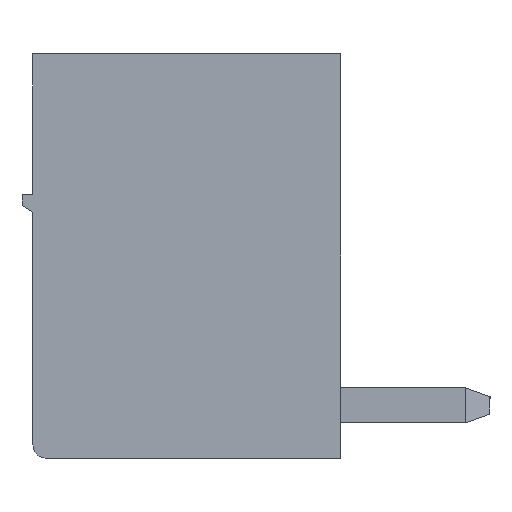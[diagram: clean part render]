
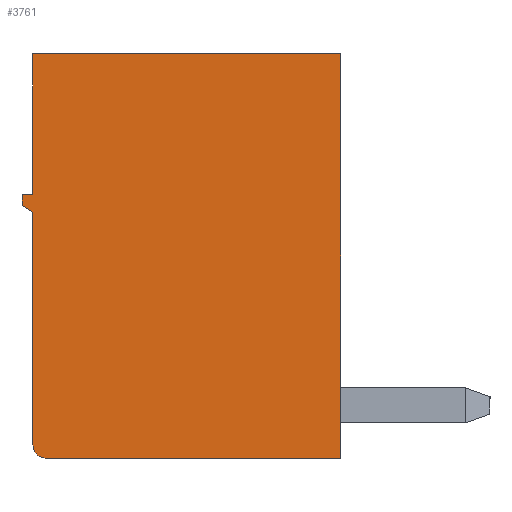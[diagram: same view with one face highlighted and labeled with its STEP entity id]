
A CAD part, left-side view. The second image highlights one B-rep face of the part: STEP entity #3761.
In plain terms, the highlighted planar face has unit normal (-1, 0, 0).
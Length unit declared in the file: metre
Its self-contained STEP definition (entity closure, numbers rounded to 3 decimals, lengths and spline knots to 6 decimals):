
#3761=ADVANCED_FACE('',(#7649),#7650,.T.);
#7649=FACE_OUTER_BOUND('',#11556,.T.);
#7650=PLANE('',#11557);
#11556=EDGE_LOOP('',(#23035,#23036,#23037,#23038,#23039,#23040,#23041,#23042,#23043));
#11557=AXIS2_PLACEMENT_3D('',#23044,#23045,#23046);
#23035=ORIENTED_EDGE('',*,*,#23452,.T.);
#23036=ORIENTED_EDGE('',*,*,#23448,.T.);
#23037=ORIENTED_EDGE('',*,*,#23444,.T.);
#23038=ORIENTED_EDGE('',*,*,#23440,.F.);
#23039=ORIENTED_EDGE('',*,*,#23456,.T.);
#23040=ORIENTED_EDGE('',*,*,#23460,.T.);
#23041=ORIENTED_EDGE('',*,*,#23501,.T.);
#23042=ORIENTED_EDGE('',*,*,#23751,.F.);
#23043=ORIENTED_EDGE('',*,*,#23802,.T.);
#23044=CARTESIAN_POINT('',(-1.087027,0.00436,0.000933));
#23045=DIRECTION('',(-1.0,0.0,0.0));
#23046=DIRECTION('',(0.0,0.0,1.0));
#23440=EDGE_CURVE('',#28084,#28080,#28086,.T.);
#23444=EDGE_CURVE('',#28089,#28080,#28092,.T.);
#23448=EDGE_CURVE('',#28095,#28089,#28098,.T.);
#23452=EDGE_CURVE('',#28101,#28095,#28104,.T.);
#23456=EDGE_CURVE('',#28084,#28108,#28110,.T.);
#23460=EDGE_CURVE('',#28108,#28114,#28116,.T.);
#23501=EDGE_CURVE('',#28114,#28193,#28195,.T.);
#23751=EDGE_CURVE('',#28659,#28193,#28661,.T.);
#23802=EDGE_CURVE('',#28659,#28101,#28744,.T.);
#28080=VERTEX_POINT('',#34880);
#28084=VERTEX_POINT('',#34886);
#28086=LINE('',#34889,#34890);
#28089=VERTEX_POINT('',#34893);
#28092=LINE('',#34898,#34899);
#28095=VERTEX_POINT('',#34902);
#28098=LINE('',#34907,#34908);
#28101=VERTEX_POINT('',#34911);
#28104=LINE('',#34916,#34917);
#28108=VERTEX_POINT('',#34922);
#28110=LINE('',#34925,#34926);
#28114=VERTEX_POINT('',#34930);
#28116=CIRCLE('',#34933,0.0003);
#28193=VERTEX_POINT('',#35048);
#28195=LINE('',#35051,#35052);
#28659=VERTEX_POINT('',#35748);
#28661=LINE('',#35751,#35752);
#28744=LINE('',#35873,#35874);
#34880=CARTESIAN_POINT('',(-1.087027,0.01111,-0.002517));
#34886=CARTESIAN_POINT('',(-1.087027,0.01086,-0.002667));
#34889=CARTESIAN_POINT('',(-1.087027,0.010852,-0.002672));
#34890=VECTOR('',#44511,1.0);
#34893=CARTESIAN_POINT('',(-1.087027,0.01111,-0.002267));
#34898=CARTESIAN_POINT('',(-1.087027,0.01111,-0.002267));
#34899=VECTOR('',#44514,1.0);
#34902=CARTESIAN_POINT('',(-1.087027,0.01086,-0.002267));
#34907=CARTESIAN_POINT('',(-1.087027,0.01061,-0.002267));
#34908=VECTOR('',#44517,1.0);
#34911=CARTESIAN_POINT('',(-1.087027,0.01086,0.000933));
#34916=CARTESIAN_POINT('',(-1.087027,0.01086,0.000933));
#34917=VECTOR('',#44520,1.0);
#34922=CARTESIAN_POINT('',(-1.087027,0.01086,-0.007967));
#34925=CARTESIAN_POINT('',(-1.087027,0.01086,0.000933));
#34926=VECTOR('',#44523,1.0);
#34930=CARTESIAN_POINT('',(-1.087027,0.01056,-0.008267));
#34933=AXIS2_PLACEMENT_3D('',#44528,#44529,#44530);
#35048=CARTESIAN_POINT('',(-1.087027,0.00386,-0.008267));
#35051=CARTESIAN_POINT('',(-1.087027,0.00436,-0.008267));
#35052=VECTOR('',#44570,1.0);
#35748=CARTESIAN_POINT('',(-1.087027,0.00386,0.000933));
#35751=CARTESIAN_POINT('',(-1.087027,0.00386,0.000933));
#35752=VECTOR('',#44849,1.0);
#35873=CARTESIAN_POINT('',(-1.087027,0.00436,0.000933));
#35874=VECTOR('',#44912,1.0);
#44511=DIRECTION('',(0.0,0.857,0.514));
#44514=DIRECTION('',(-0.0,-0.0,-1.0));
#44517=DIRECTION('',(0.0,1.0,-0.0));
#44520=DIRECTION('',(-0.0,-0.0,-1.0));
#44523=DIRECTION('',(-0.0,-0.0,-1.0));
#44528=CARTESIAN_POINT('',(-1.087027,0.01056,-0.007967));
#44529=DIRECTION('',(-1.0,0.0,0.0));
#44530=DIRECTION('',(0.0,0.0,1.0));
#44570=DIRECTION('',(-0.0,-1.0,0.0));
#44849=DIRECTION('',(0.0,0.,-1.0));
#44912=DIRECTION('',(0.0,1.0,-0.0));
